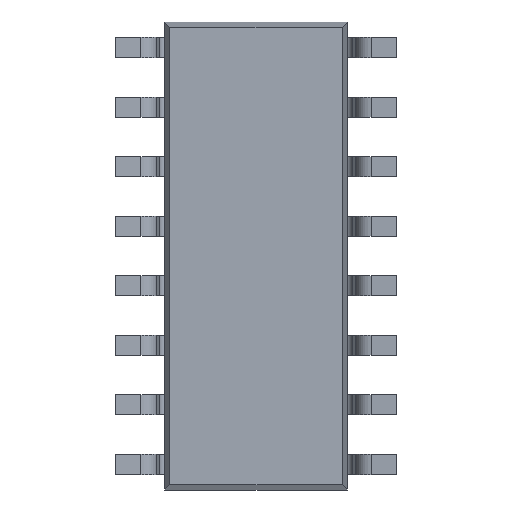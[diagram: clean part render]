
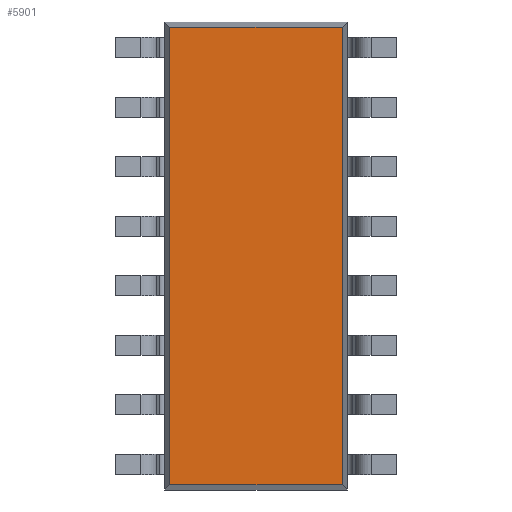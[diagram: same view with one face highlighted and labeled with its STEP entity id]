
A CAD part, front view. The second image highlights one B-rep face of the part: STEP entity #5901.
In plain terms, the highlighted planar face has unit normal (0, -1, 0).
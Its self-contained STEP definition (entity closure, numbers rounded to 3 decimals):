
#90 = DIRECTION ( 'NONE',  ( 0., 1., 0. ) ) ;
#181 = ORIENTED_EDGE ( 'NONE', *, *, #8614, .T. ) ;
#257 = CARTESIAN_POINT ( 'NONE',  ( -1.84, 0.36, -4.88 ) ) ;
#783 = FACE_OUTER_BOUND ( 'NONE', #5393, .T. ) ;
#1040 = VERTEX_POINT ( 'NONE', #7575 ) ;
#1652 = VECTOR ( 'NONE', #2837, 1000. ) ;
#1756 = ORIENTED_EDGE ( 'NONE', *, *, #7205, .T. ) ;
#2165 = VERTEX_POINT ( 'NONE', #3591 ) ;
#2206 = VECTOR ( 'NONE', #5476, 1000. ) ;
#2513 = CARTESIAN_POINT ( 'NONE',  ( 1.84, 0.36, 4.88 ) ) ;
#2684 = ORIENTED_EDGE ( 'NONE', *, *, #7422, .T. ) ;
#2719 = CARTESIAN_POINT ( 'NONE',  ( 0., 0.36, -4.88 ) ) ;
#2837 = DIRECTION ( 'NONE',  ( 0., 0., 1. ) ) ;
#2888 = AXIS2_PLACEMENT_3D ( 'NONE', #4115, #90, #6145 ) ;
#2926 = VECTOR ( 'NONE', #8038, 1000. ) ;
#3411 = CARTESIAN_POINT ( 'NONE',  ( 0., 0.36, 4.88 ) ) ;
#3417 = CARTESIAN_POINT ( 'NONE',  ( -1.84, 0.36, 0. ) ) ;
#3591 = CARTESIAN_POINT ( 'NONE',  ( 1.84, 0.36, -4.88 ) ) ;
#3770 = LINE ( 'NONE', #3411, #2926 ) ;
#3979 = LINE ( 'NONE', #3417, #2206 ) ;
#4115 = CARTESIAN_POINT ( 'NONE',  ( 0., 0.36, 0. ) ) ;
#4716 = VECTOR ( 'NONE', #5464, 1000. ) ;
#4912 = EDGE_CURVE ( 'NONE', #2165, #6959, #7410, .T. ) ;
#4930 = LINE ( 'NONE', #2719, #4716 ) ;
#5385 = VERTEX_POINT ( 'NONE', #257 ) ;
#5393 = EDGE_LOOP ( 'NONE', ( #1756, #2684, #7617, #181 ) ) ;
#5464 = DIRECTION ( 'NONE',  ( 1., 0., 0. ) ) ;
#5476 = DIRECTION ( 'NONE',  ( 0., 0., -1. ) ) ;
#5607 = CARTESIAN_POINT ( 'NONE',  ( 1.84, 0.36, 0. ) ) ;
#5901 = ADVANCED_FACE ( 'NONE', ( #783 ), #8130, .F. ) ;
#6145 = DIRECTION ( 'NONE',  ( 0., 0., 1. ) ) ;
#6959 = VERTEX_POINT ( 'NONE', #2513 ) ;
#7205 = EDGE_CURVE ( 'NONE', #1040, #5385, #3979, .T. ) ;
#7410 = LINE ( 'NONE', #5607, #1652 ) ;
#7422 = EDGE_CURVE ( 'NONE', #5385, #2165, #4930, .T. ) ;
#7575 = CARTESIAN_POINT ( 'NONE',  ( -1.84, 0.36, 4.88 ) ) ;
#7617 = ORIENTED_EDGE ( 'NONE', *, *, #4912, .T. ) ;
#8038 = DIRECTION ( 'NONE',  ( -1., 0., 0. ) ) ;
#8130 = PLANE ( 'NONE',  #2888 ) ;
#8614 = EDGE_CURVE ( 'NONE', #6959, #1040, #3770, .T. ) ;
